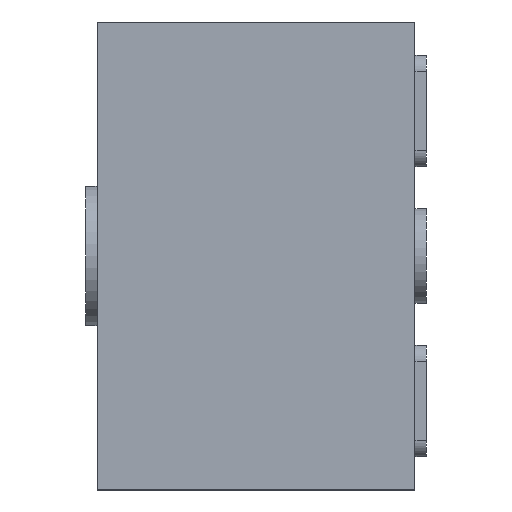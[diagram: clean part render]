
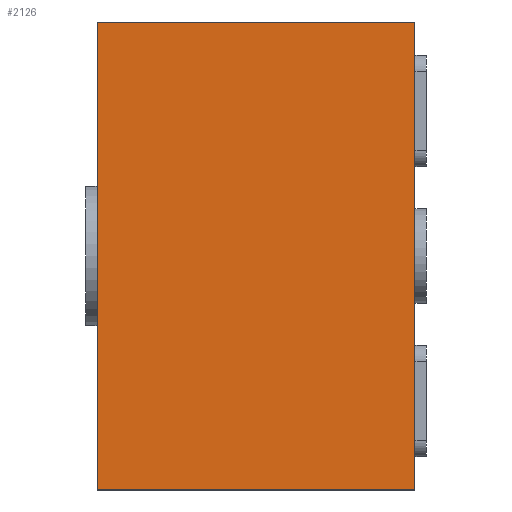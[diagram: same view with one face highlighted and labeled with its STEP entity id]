
A CAD part, left-side view. The second image highlights one B-rep face of the part: STEP entity #2126.
In plain terms, the highlighted planar face has unit normal (-1, 0, 0).
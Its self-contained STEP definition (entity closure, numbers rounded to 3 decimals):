
#21 = DIRECTION ( 'NONE',  ( 0., -1., 0. ) ) ;
#146 = VERTEX_POINT ( 'NONE', #2342 ) ;
#207 = LINE ( 'NONE', #2400, #682 ) ;
#262 = CARTESIAN_POINT ( 'NONE',  ( -0.795, 0.285, 0.42 ) ) ;
#280 = ORIENTED_EDGE ( 'NONE', *, *, #326, .F. ) ;
#287 = FACE_OUTER_BOUND ( 'NONE', #1783, .T. ) ;
#326 = EDGE_CURVE ( 'NONE', #1230, #146, #207, .T. ) ;
#447 = DIRECTION ( 'NONE',  ( 0., -1., 0. ) ) ;
#552 = VERTEX_POINT ( 'NONE', #1571 ) ;
#598 = VERTEX_POINT ( 'NONE', #1360 ) ;
#651 = LINE ( 'NONE', #2225, #935 ) ;
#682 = VECTOR ( 'NONE', #21, 1000. ) ;
#788 = LINE ( 'NONE', #2191, #2408 ) ;
#833 = EDGE_CURVE ( 'NONE', #552, #598, #651, .T. ) ;
#841 = ORIENTED_EDGE ( 'NONE', *, *, #2048, .F. ) ;
#935 = VECTOR ( 'NONE', #447, 1000. ) ;
#1074 = PLANE ( 'NONE',  #1939 ) ;
#1215 = ORIENTED_EDGE ( 'NONE', *, *, #833, .T. ) ;
#1230 = VERTEX_POINT ( 'NONE', #2285 ) ;
#1235 = DIRECTION ( 'NONE',  ( 0., 0., 1. ) ) ;
#1291 = DIRECTION ( 'NONE',  ( 0., 0., -1. ) ) ;
#1360 = CARTESIAN_POINT ( 'NONE',  ( -0.795, -0.285, -0.419 ) ) ;
#1385 = ORIENTED_EDGE ( 'NONE', *, *, #1538, .T. ) ;
#1518 = VECTOR ( 'NONE', #2234, 1000. ) ;
#1538 = EDGE_CURVE ( 'NONE', #598, #146, #788, .T. ) ;
#1571 = CARTESIAN_POINT ( 'NONE',  ( -0.795, 0.285, -0.419 ) ) ;
#1680 = CARTESIAN_POINT ( 'NONE',  ( -0.795, 0.285, 0.42 ) ) ;
#1783 = EDGE_LOOP ( 'NONE', ( #1385, #280, #841, #1215 ) ) ;
#1939 = AXIS2_PLACEMENT_3D ( 'NONE', #1680, #2488, #1291 ) ;
#2048 = EDGE_CURVE ( 'NONE', #552, #1230, #2452, .T. ) ;
#2126 = ADVANCED_FACE ( 'NONE', ( #287 ), #1074, .F. ) ;
#2191 = CARTESIAN_POINT ( 'NONE',  ( -0.795, -0.285, 0.42 ) ) ;
#2225 = CARTESIAN_POINT ( 'NONE',  ( -0.795, 0.285, -0.419 ) ) ;
#2234 = DIRECTION ( 'NONE',  ( 0., 0., 1. ) ) ;
#2285 = CARTESIAN_POINT ( 'NONE',  ( -0.795, 0.285, 0.42 ) ) ;
#2342 = CARTESIAN_POINT ( 'NONE',  ( -0.795, -0.285, 0.42 ) ) ;
#2400 = CARTESIAN_POINT ( 'NONE',  ( -0.795, 0.285, 0.42 ) ) ;
#2408 = VECTOR ( 'NONE', #1235, 1000. ) ;
#2452 = LINE ( 'NONE', #262, #1518 ) ;
#2488 = DIRECTION ( 'NONE',  ( 1., 0., 0. ) ) ;
